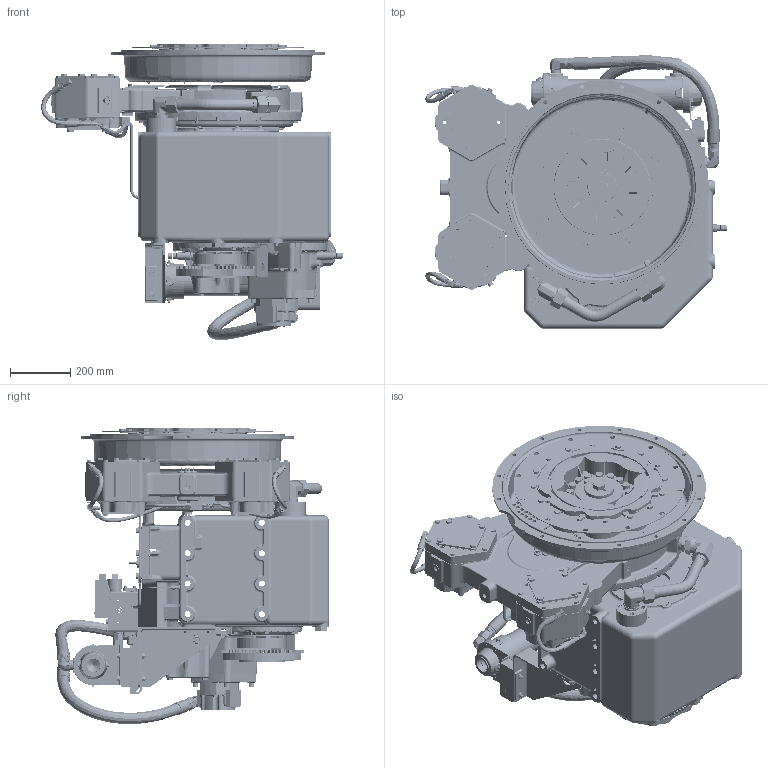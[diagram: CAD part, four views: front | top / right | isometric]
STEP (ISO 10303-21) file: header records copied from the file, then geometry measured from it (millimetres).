
FILE_DESCRIPTION (( 'STEP AP214' ), '1' );
FILE_NAME ('PX1032494.STEP', '2017-05-17T22:11:05', ( '' ), ( '' ), 'SwSTEP 2.0', 'SolidWorks 2015', '' );
FILE_SCHEMA (( 'AUTOMOTIVE_DESIGN' ));
Length unit declared in the file: inch
Products named in the file (1): PX1032494
Bounding box: 1003.69 x 910.14 x 986.65 mm (x, y, z)
Surface area: 7417571.8 mm2 (no closed solid volume)
Topology: 0 solids, 695 shells, 5770 faces, 22656 edges, 16710 vertices
Faces by surface type: plane 2601, cylinder 1427, cone 548, torus 546, bspline 540, sphere 108
Full cylindrical faces by diameter (mm): 2.54 x4, 4.8 x3, 5 x1, 6.35 x7, 7.88 x1, 9.246 x2, 9.347 x3, 9.525 x8, 9.538 x1, 9.855 x1, 10 x11, 10.003 x2, 10.16 x2, 10.287 x2, 10.319 x2, 10.668 x1, 10.935 x2, 11 x4, 11.024 x3, 11.112 x3, 11.113 x1, 11.906 x7, 12 x2, 12.217 x1, 12.243 x1, 12.362 x2, 12.5 x1, 12.7 x2, 12.954 x1, 13.487 x2
Entity records: 381677 total; most frequent: CARTESIAN_POINT 131589, DIRECTION 34779, ORIENTED_EDGE 31308, EDGE_CURVE 21823, VERTEX_POINT 16540, AXIS2_PLACEMENT_3D 13086, VECTOR 8607, LINE 8607
